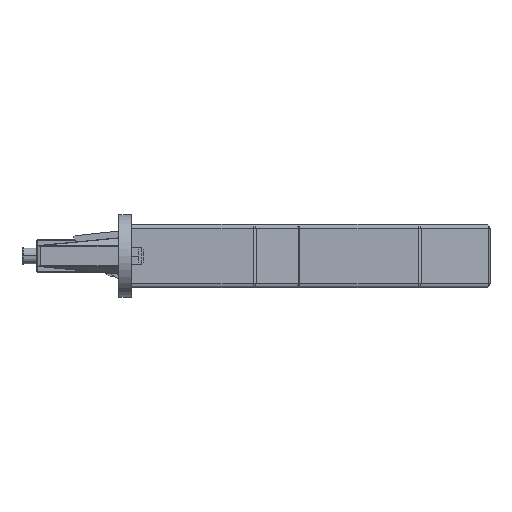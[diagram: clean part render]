
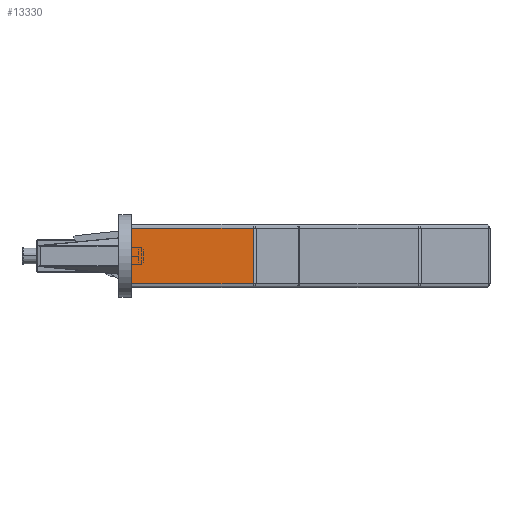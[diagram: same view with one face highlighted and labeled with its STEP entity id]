
A CAD part, front view. The second image highlights one B-rep face of the part: STEP entity #13330.
In plain terms, the highlighted planar face has unit normal (0, -1, 0).
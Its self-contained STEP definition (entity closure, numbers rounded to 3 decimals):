
#147 = CARTESIAN_POINT ( 'NONE',  ( 27.3, -33.75, 12.25 ) ) ;
#1026 = AXIS2_PLACEMENT_3D ( 'NONE', #147, #21235, #5358 ) ;
#1266 = CARTESIAN_POINT ( 'NONE',  ( 27.3, -33.75, 11.25 ) ) ;
#1476 = VECTOR ( 'NONE', #13317, 1000. ) ;
#4033 = DIRECTION ( 'NONE',  ( 1., 0., 0. ) ) ;
#4895 = CARTESIAN_POINT ( 'NONE',  ( 16.086, -33.75, 11.25 ) ) ;
#5358 = DIRECTION ( 'NONE',  ( -1., 0., 0. ) ) ;
#5472 = FACE_OUTER_BOUND ( 'NONE', #7457, .T. ) ;
#6815 = LINE ( 'NONE', #10496, #22610 ) ;
#7031 = CARTESIAN_POINT ( 'NONE',  ( -13.5, -33.75, 12.25 ) ) ;
#7457 = EDGE_LOOP ( 'NONE', ( #14031, #18753, #7845, #21458 ) ) ;
#7845 = ORIENTED_EDGE ( 'NONE', *, *, #16228, .T. ) ;
#8708 = EDGE_CURVE ( 'NONE', #20803, #13595, #14812, .T. ) ;
#9042 = EDGE_CURVE ( 'NONE', #13595, #11691, #6815, .T. ) ;
#9259 = VERTEX_POINT ( 'NONE', #15127 ) ;
#10496 = CARTESIAN_POINT ( 'NONE',  ( 16.086, -33.75, 12.25 ) ) ;
#11691 = VERTEX_POINT ( 'NONE', #4895 ) ;
#12052 = LINE ( 'NONE', #1266, #1476 ) ;
#13317 = DIRECTION ( 'NONE',  ( -1., 0., 0. ) ) ;
#13330 = ADVANCED_FACE ( 'NONE', ( #5472 ), #21465, .F. ) ;
#13595 = VERTEX_POINT ( 'NONE', #20627 ) ;
#13653 = DIRECTION ( 'NONE',  ( 0., 0., -1. ) ) ;
#14031 = ORIENTED_EDGE ( 'NONE', *, *, #9042, .T. ) ;
#14178 = CARTESIAN_POINT ( 'NONE',  ( -13.5, -33.75, -2.25 ) ) ;
#14812 = LINE ( 'NONE', #17939, #15900 ) ;
#15127 = CARTESIAN_POINT ( 'NONE',  ( -13.5, -33.75, 11.25 ) ) ;
#15900 = VECTOR ( 'NONE', #4033, 1000. ) ;
#16228 = EDGE_CURVE ( 'NONE', #9259, #20803, #20724, .T. ) ;
#16529 = EDGE_CURVE ( 'NONE', #11691, #9259, #12052, .T. ) ;
#17939 = CARTESIAN_POINT ( 'NONE',  ( 27.3, -33.75, -2.25 ) ) ;
#18753 = ORIENTED_EDGE ( 'NONE', *, *, #16529, .T. ) ;
#19242 = VECTOR ( 'NONE', #13653, 1000. ) ;
#20627 = CARTESIAN_POINT ( 'NONE',  ( 16.086, -33.75, -2.25 ) ) ;
#20724 = LINE ( 'NONE', #7031, #19242 ) ;
#20803 = VERTEX_POINT ( 'NONE', #14178 ) ;
#21235 = DIRECTION ( 'NONE',  ( 0., 1., 0. ) ) ;
#21458 = ORIENTED_EDGE ( 'NONE', *, *, #8708, .T. ) ;
#21465 = PLANE ( 'NONE',  #1026 ) ;
#22584 = DIRECTION ( 'NONE',  ( 0., 0., 1. ) ) ;
#22610 = VECTOR ( 'NONE', #22584, 1000. ) ;
